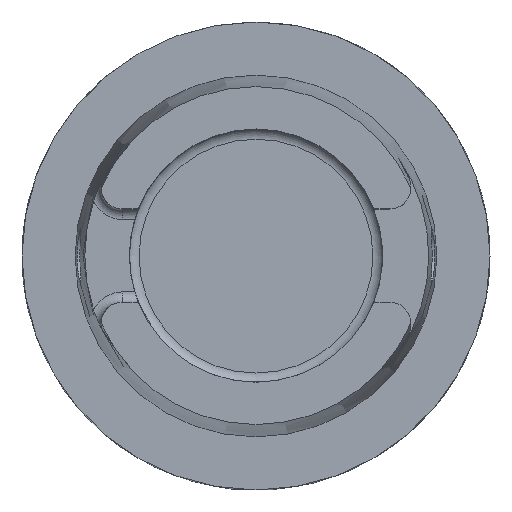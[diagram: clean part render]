
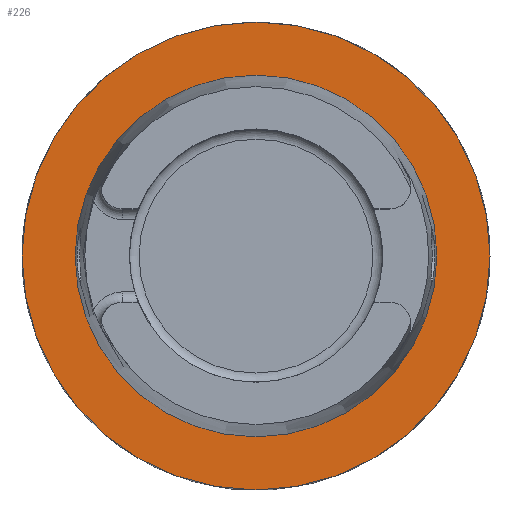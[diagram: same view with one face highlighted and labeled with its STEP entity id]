
A CAD part, top view. The second image highlights one B-rep face of the part: STEP entity #226.
In plain terms, the highlighted planar face has unit normal (0, 0, 1).
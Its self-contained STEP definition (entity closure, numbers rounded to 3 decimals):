
#226=ADVANCED_FACE('',(#383,#384),#318,.F.);
#318=PLANE('',#1973);
#383=FACE_BOUND('',#475,.T.);
#384=FACE_BOUND('',#476,.T.);
#475=EDGE_LOOP('',(#1049));
#476=EDGE_LOOP('',(#1050));
#1049=ORIENTED_EDGE('',*,*,#1615,.F.);
#1050=ORIENTED_EDGE('',*,*,#1679,.T.);
#1429=VERTEX_POINT('',#3057);
#1470=VERTEX_POINT('',#3327);
#1615=EDGE_CURVE('',#1429,#1429,#1818,.T.);
#1679=EDGE_CURVE('',#1470,#1470,#1832,.T.);
#1818=CIRCLE('',#1941,31.47);
#1832=CIRCLE('',#1971,24.321);
#1941=AXIS2_PLACEMENT_3D('',#3056,#2211,#2212);
#1971=AXIS2_PLACEMENT_3D('',#3326,#2301,#2302);
#1973=AXIS2_PLACEMENT_3D('',#3329,#2305,#2306);
#2211=DIRECTION('',(0.,0.,-1.));
#2212=DIRECTION('',(1.,0.,0.));
#2301=DIRECTION('',(0.,0.,-1.));
#2302=DIRECTION('',(1.,0.,0.));
#2305=DIRECTION('',(0.,0.,-1.));
#2306=DIRECTION('',(1.,0.,0.));
#3056=CARTESIAN_POINT('',(0.,0.,0.));
#3057=CARTESIAN_POINT('',(31.47,0.,0.));
#3326=CARTESIAN_POINT('',(0.,0.,0.));
#3327=CARTESIAN_POINT('',(24.321,0.,0.));
#3329=CARTESIAN_POINT('',(0.,-25.43,0.));
